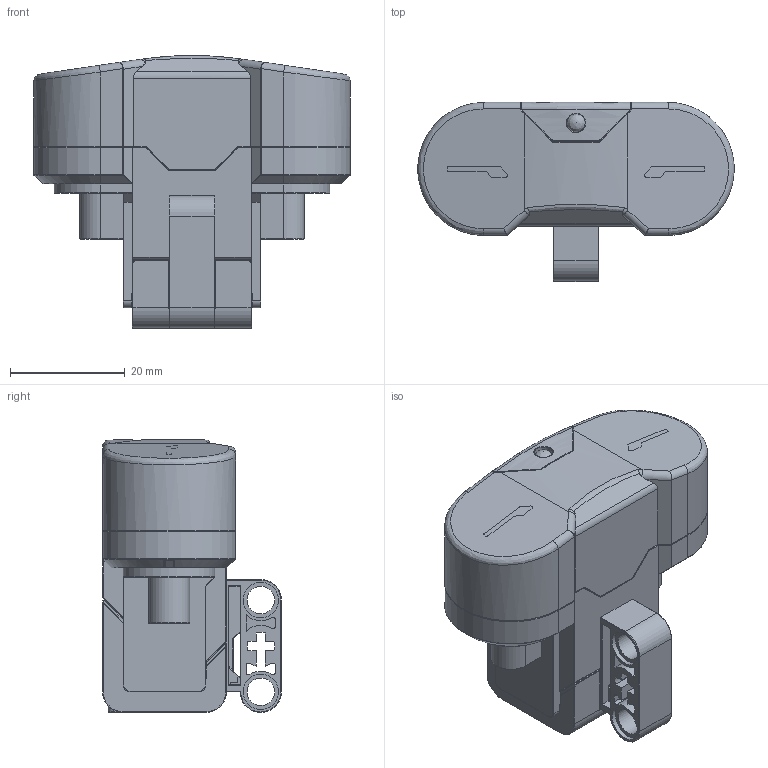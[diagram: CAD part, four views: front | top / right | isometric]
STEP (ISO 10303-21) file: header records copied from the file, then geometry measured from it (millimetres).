
FILE_DESCRIPTION(/* description */ (''),/* implementation_level */ '2;1');
FILE_NAME(/* name */ '95654.stp',/* time_stamp */ '2016-12-08T14:31:18-08:00',/* author */ ('kohfeld'),/* organization */ (''),/* preprocessor_version */ 'ST-DEVELOPER v16.1',/* originating_system */ 'Autodesk Inventor 2016',/* authorisation */ '');
FILE_SCHEMA (('AUTOMOTIVE_DESIGN { 1 0 10303 214 3 1 1 }'));
Length unit declared in the file: millimetre
Products named in the file (8): 99378-LtBluishGray; 99393-LtBluishGray; 11016-Black; 99376-White; 99392p01-TransBlackIRLens; 54732b-LtBluishGray; 99961-TransClear; 95654
Assembly tree (8 placements, depth 2):
  95654
    99378-LtBluishGray
    99393-LtBluishGray  x2
    11016-Black
    99376-White
    99392p01-TransBlackIRLens
    54732b-LtBluishGray
    99961-TransClear
Bounding box: 55.2 x 31.2 x 47.6 mm (x, y, z)
Volume: 13745.8 mm3; surface area: 21331.2 mm2
Topology: 10 solids, 10 shells, 1565 faces, 3672 edges, 2118 vertices
Faces by surface type: cylinder 767, plane 456, sphere 228, torus 76, bspline 32, cone 6
Full cylindrical faces by diameter (mm): 0.58 x12, 3.2 x2, 4.8 x4, 6.2 x6, 6.4 x2
Entity records: 42801 total; most frequent: CARTESIAN_POINT 8398, DIRECTION 7650, ORIENTED_EDGE 6882, EDGE_CURVE 3435, AXIS2_PLACEMENT_3D 2861, VERTEX_POINT 2003, LINE 1928, VECTOR 1928
